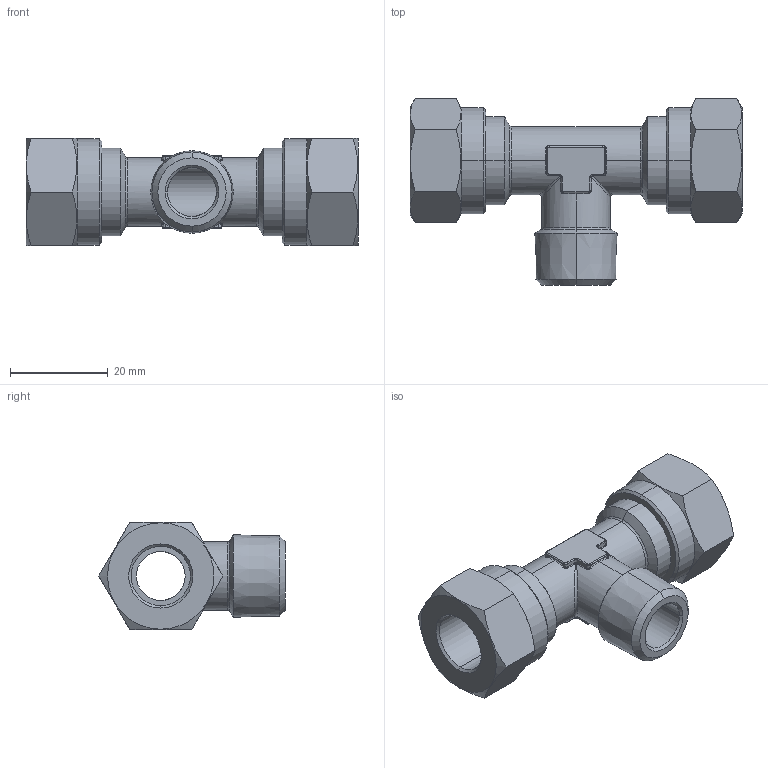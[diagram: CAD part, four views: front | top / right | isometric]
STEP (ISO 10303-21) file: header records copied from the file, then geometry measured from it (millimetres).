
FILE_DESCRIPTION (( 'STEP AP203' ), '1' );
FILE_NAME ('03090063.STEP', '2011-11-02T10:44:47', ( '' ), ( 'sopra-pneumatic' ), 'SwSTEP 2.0', 'SolidWorks 2011', '' );
FILE_SCHEMA (( 'CONFIG_CONTROL_DESIGN' ));
Length unit declared in the file: millimetre
Products named in the file (1): 03090063
Bounding box: 68.02 x 38.2 x 22 mm (x, y, z)
Volume: 14518.6 mm3; surface area: 8972.8 mm2
Topology: 1 solids, 1 shells, 186 faces, 432 edges, 251 vertices
Faces by surface type: cylinder 64, plane 37, torus 31, cone 28, bspline 26
Entity records: 6035 total; most frequent: CARTESIAN_POINT 1884, ORIENTED_EDGE 864, DIRECTION 862, EDGE_CURVE 432, AXIS2_PLACEMENT_3D 357, VERTEX_POINT 251, CIRCLE 196, EDGE_LOOP 193
